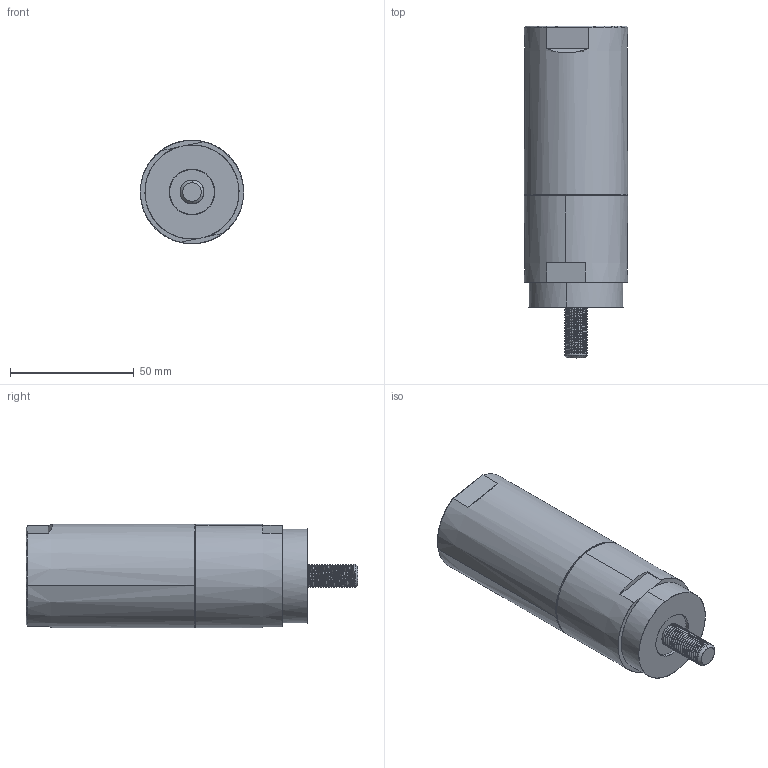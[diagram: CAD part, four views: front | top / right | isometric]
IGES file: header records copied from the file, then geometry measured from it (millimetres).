
Start section: SolidWorks IGES file using analytic representation for surfaces
Global section: file name: OSM45-220RLV.IGS; native system: SolidWorks 2021; preprocessor: SolidWorks 2021; author: hallederi; date: 220126.012901; units: millimetre
Bounding box: 41.78 x 134.1 x 41.78 mm (x, y, z)
Surface area: 20341.4 mm2 (no closed solid volume)
Topology: 0 solids, 0 shells, 95 faces, 1778 edges, 1778 vertices
Faces by surface type: revolution 68, bspline 27
